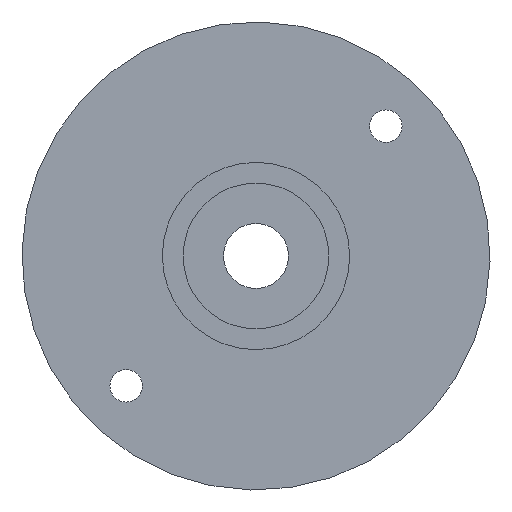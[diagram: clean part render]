
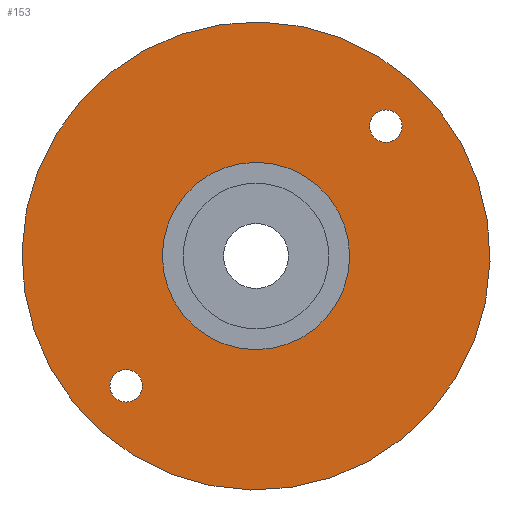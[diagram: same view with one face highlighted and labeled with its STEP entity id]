
A CAD part, front view. The second image highlights one B-rep face of the part: STEP entity #153.
In plain terms, the highlighted planar face has unit normal (0, -1, 0).
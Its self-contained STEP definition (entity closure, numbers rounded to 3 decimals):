
#51=CARTESIAN_POINT('Vertex',(31.562,73.,36.062)) ;
#54=CARTESIAN_POINT('Axis2P3D Location',(36.062,73.,36.062)) ;
#58=CARTESIAN_POINT('Vertex',(40.562,73.,36.062)) ;
#78=CARTESIAN_POINT('Axis2P3D Location',(36.062,73.,36.062)) ;
#90=CARTESIAN_POINT('Axis2P3D Location',(-65.,73.,0.)) ;
#95=CARTESIAN_POINT('Axis2P3D Location',(0.,73.,0.)) ;
#99=CARTESIAN_POINT('Vertex',(57.043,73.,31.163)) ;
#101=CARTESIAN_POINT('Vertex',(-57.043,73.,-31.163)) ;
#104=CARTESIAN_POINT('Axis2P3D Location',(0.,73.,0.)) ;
#117=CARTESIAN_POINT('Axis2P3D Location',(-36.062,73.,-36.062)) ;
#121=CARTESIAN_POINT('Vertex',(-31.562,73.,-36.062)) ;
#123=CARTESIAN_POINT('Vertex',(-40.562,73.,-36.062)) ;
#126=CARTESIAN_POINT('Axis2P3D Location',(-36.062,73.,-36.062)) ;
#135=CARTESIAN_POINT('Axis2P3D Location',(0.,73.,0.)) ;
#139=CARTESIAN_POINT('Vertex',(-22.817,73.,-12.465)) ;
#141=CARTESIAN_POINT('Vertex',(22.817,73.,12.465)) ;
#144=CARTESIAN_POINT('Axis2P3D Location',(0.,73.,0.)) ;
#55=DIRECTION('Axis2P3D Direction',(0.,-1.,-0.)) ;
#79=DIRECTION('Axis2P3D Direction',(0.,-1.,-0.)) ;
#91=DIRECTION('Axis2P3D Direction',(0.,-1.,0.)) ;
#92=DIRECTION('Axis2P3D XDirection',(1.,0.,0.)) ;
#96=DIRECTION('Axis2P3D Direction',(0.,-1.,0.)) ;
#105=DIRECTION('Axis2P3D Direction',(0.,-1.,0.)) ;
#118=DIRECTION('Axis2P3D Direction',(0.,-1.,0.)) ;
#127=DIRECTION('Axis2P3D Direction',(0.,-1.,0.)) ;
#136=DIRECTION('Axis2P3D Direction',(0.,-1.,0.)) ;
#145=DIRECTION('Axis2P3D Direction',(0.,-1.,0.)) ;
#56=AXIS2_PLACEMENT_3D('Circle Axis2P3D',#54,#55,$) ;
#80=AXIS2_PLACEMENT_3D('Circle Axis2P3D',#78,#79,$) ;
#93=AXIS2_PLACEMENT_3D('Plane Axis2P3D',#90,#91,#92) ;
#97=AXIS2_PLACEMENT_3D('Circle Axis2P3D',#95,#96,$) ;
#106=AXIS2_PLACEMENT_3D('Circle Axis2P3D',#104,#105,$) ;
#119=AXIS2_PLACEMENT_3D('Circle Axis2P3D',#117,#118,$) ;
#128=AXIS2_PLACEMENT_3D('Circle Axis2P3D',#126,#127,$) ;
#137=AXIS2_PLACEMENT_3D('Circle Axis2P3D',#135,#136,$) ;
#146=AXIS2_PLACEMENT_3D('Circle Axis2P3D',#144,#145,$) ;
#57=CIRCLE('generated circle',#56,4.5) ;
#81=CIRCLE('generated circle',#80,4.5) ;
#98=CIRCLE('generated circle',#97,65.) ;
#107=CIRCLE('generated circle',#106,65.) ;
#120=CIRCLE('generated circle',#119,4.5) ;
#129=CIRCLE('generated circle',#128,4.5) ;
#138=CIRCLE('generated circle',#137,26.) ;
#147=CIRCLE('generated circle',#146,26.) ;
#94=PLANE('',#93) ;
#116=FACE_BOUND('',#113,.T.) ;
#134=FACE_BOUND('',#131,.T.) ;
#152=FACE_BOUND('',#149,.T.) ;
#60=EDGE_CURVE('',#52,#59,#57,.T.) ;
#82=EDGE_CURVE('',#59,#52,#81,.T.) ;
#103=EDGE_CURVE('',#100,#102,#98,.T.) ;
#108=EDGE_CURVE('',#102,#100,#107,.T.) ;
#125=EDGE_CURVE('',#122,#124,#120,.T.) ;
#130=EDGE_CURVE('',#124,#122,#129,.T.) ;
#143=EDGE_CURVE('',#140,#142,#138,.T.) ;
#148=EDGE_CURVE('',#142,#140,#147,.T.) ;
#109=EDGE_LOOP('',(#110,#111)) ;
#113=EDGE_LOOP('',(#114,#115)) ;
#131=EDGE_LOOP('',(#132,#133)) ;
#149=EDGE_LOOP('',(#150,#151)) ;
#110=ORIENTED_EDGE('',*,*,#103,.T.) ;
#111=ORIENTED_EDGE('',*,*,#108,.T.) ;
#114=ORIENTED_EDGE('',*,*,#82,.F.) ;
#115=ORIENTED_EDGE('',*,*,#60,.F.) ;
#132=ORIENTED_EDGE('',*,*,#125,.F.) ;
#133=ORIENTED_EDGE('',*,*,#130,.F.) ;
#150=ORIENTED_EDGE('',*,*,#143,.F.) ;
#151=ORIENTED_EDGE('',*,*,#148,.F.) ;
#52=VERTEX_POINT('',#51) ;
#59=VERTEX_POINT('',#58) ;
#100=VERTEX_POINT('',#99) ;
#102=VERTEX_POINT('',#101) ;
#122=VERTEX_POINT('',#121) ;
#124=VERTEX_POINT('',#123) ;
#140=VERTEX_POINT('',#139) ;
#142=VERTEX_POINT('',#141) ;
#153=ADVANCED_FACE('CALE_MC_W639',(#112,#116,#134,#152),#94,.T.) ;
#112=FACE_OUTER_BOUND('',#109,.T.) ;
